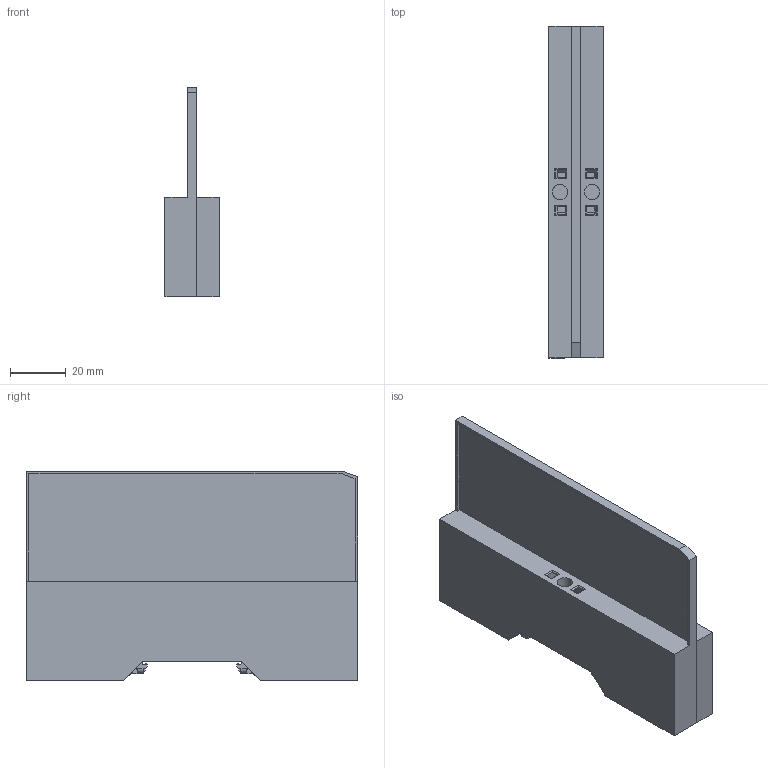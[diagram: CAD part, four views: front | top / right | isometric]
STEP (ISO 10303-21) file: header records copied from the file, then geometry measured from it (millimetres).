
FILE_DESCRIPTION(('CATIA V5 STEP Exchange','CAx-IF Rec.Pracs.--- Model Styling and Organization---1.5--- 2016-08-15','CAx-IF Rec.Pracs.---Supplemental Geometry---1.0---2011-11-01','CAx-IF Rec.Pracs.--- Composite Materials ---1.1---2010-07-15'),'2;1');
FILE_NAME ('D1451292_1', '2024-09-02T09:58:15+00:00', ('none'), ('Weidmueller'), 'CATIA Version 5-6 Release 2022 SP4 HF5', 'CATIA V5 STEP AP214 v3', 'none');
FILE_SCHEMA(('AUTOMOTIVE_DESIGN { 1 0 10303 214 1 1 1 1 }'));
Length unit declared in the file: millimetre
Products named in the file (1): S3D_UR20_EBK_ACC
Bounding box: 19.4 x 118.9 x 75.17 mm (x, y, z)
Volume: 78180.3 mm3; surface area: 38552 mm2
Topology: 2 solids, 2 shells, 456 faces, 1368 edges, 912 vertices
Faces by surface type: plane 310, cylinder 140, extrusion 6
Entity records: 15688 total; most frequent: CARTESIAN_POINT 3829, ORIENTED_EDGE 2736, DIRECTION 1783, EDGE_CURVE 1368, VECTOR 1054, LINE 1048, VERTEX_POINT 912, EDGE_LOOP 470
